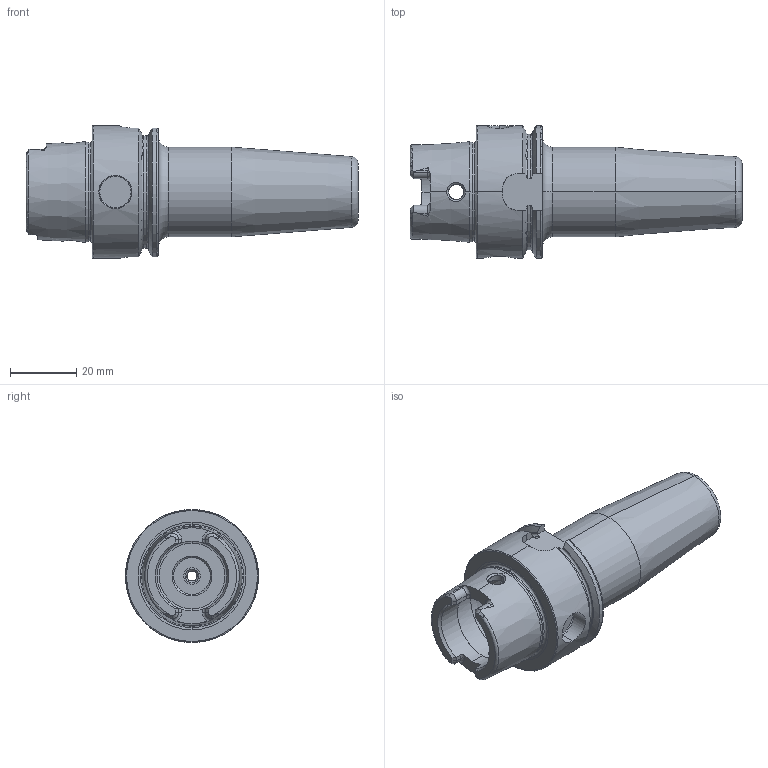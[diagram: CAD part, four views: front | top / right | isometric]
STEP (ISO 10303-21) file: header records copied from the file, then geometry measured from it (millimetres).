
FILE_DESCRIPTION (( 'STEP AP203' ), '1' );
FILE_NAME ('HA4.S08.K01.080.STEP', '2018-02-14T12:56:28', ( 'SWIAdmin' ), ( 'Hewlett-Packard Company' ), 'SwSTEP 2.0', 'SolidWorks 2017', '' );
FILE_SCHEMA (( 'CONFIG_CONTROL_DESIGN' ));
Length unit declared in the file: millimetre
Products named in the file (3): ERU-AN2.K01.016_A; HA4.S08.K01.080; HA4-S08.K01.080_C_Fertigbearbeitung
Assembly tree (2 placements, depth 2):
  HA4.S08.K01.080
    HA4-S08.K01.080_C_Fertigbearbeitung
    ERU-AN2.K01.016_A
Bounding box: 99.9 x 40 x 40 mm (x, y, z)
Volume: 51619.7 mm3; surface area: 15847.4 mm2
Topology: 2 solids, 2 shells, 226 faces, 568 edges, 349 vertices
Faces by surface type: plane 80, cylinder 60, cone 41, torus 41, bspline 4
Entity records: 8257 total; most frequent: CARTESIAN_POINT 2646, ORIENTED_EDGE 1136, DIRECTION 1110, EDGE_CURVE 568, AXIS2_PLACEMENT_3D 445, VERTEX_POINT 349, EDGE_LOOP 237, FACE_OUTER_BOUND 226
